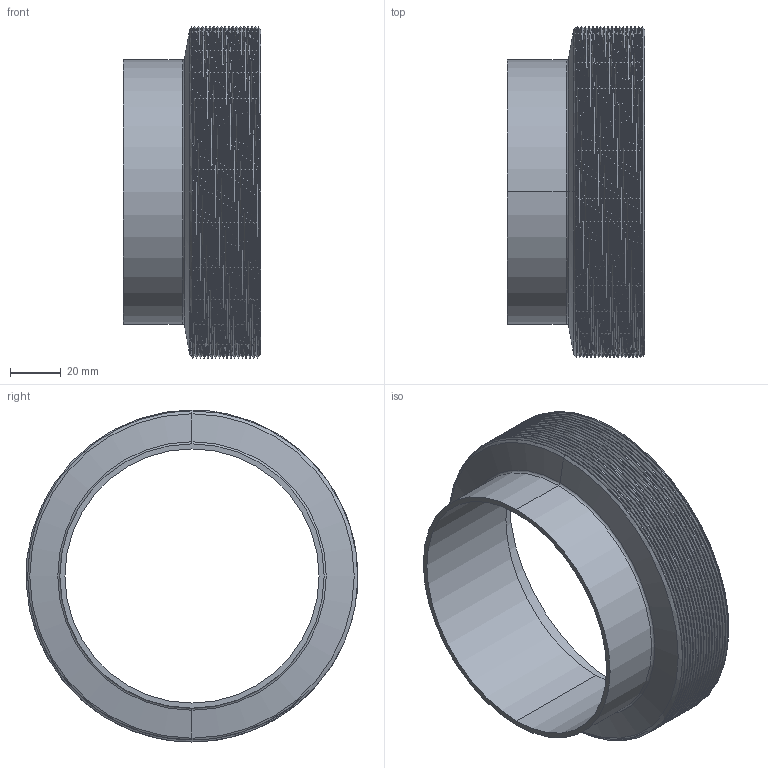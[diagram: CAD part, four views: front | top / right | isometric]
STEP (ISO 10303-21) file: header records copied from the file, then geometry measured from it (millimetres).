
FILE_DESCRIPTION (( 'STEP AP203' ), '1' );
FILE_NAME ('3D-M2010P_104x2_174072055_174074055.STEP', '2024-09-05T06:25:16', ( '' ), ( '' ), 'SwSTEP 2.0', 'SolidWorks 2024', '' );
FILE_SCHEMA (( 'CONFIG_CONTROL_DESIGN' ));
Length unit declared in the file: millimetre
Products named in the file (1): 3D-M2010P_104x2_174072055_174074055
Bounding box: 54 x 130.46 x 130.63 mm (x, y, z)
Volume: 142180.7 mm3; surface area: 55688.3 mm2
Topology: 1 solids, 1 shells, 61 faces, 163 edges, 106 vertices
Faces by surface type: cylinder 44, cone 8, plane 4, bspline 3, torus 2
Entity records: 5337 total; most frequent: CARTESIAN_POINT 3960, ORIENTED_EDGE 326, DIRECTION 225, EDGE_CURVE 163, VERTEX_POINT 106, AXIS2_PLACEMENT_3D 87, EDGE_LOOP 65, FACE_OUTER_BOUND 61
